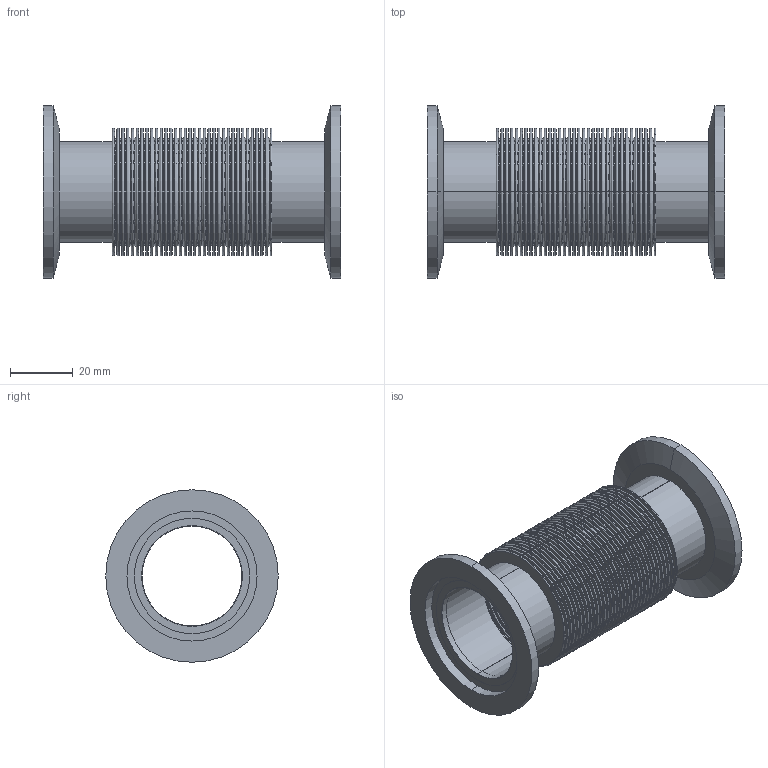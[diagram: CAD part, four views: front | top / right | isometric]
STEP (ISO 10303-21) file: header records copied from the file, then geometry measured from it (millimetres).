
FILE_DESCRIPTION (( 'STEP AP203' ), '1' );
FILE_NAME ('722002_B.STEP', '2024-03-14T08:19:57', ( '' ), ( '' ), 'SwSTEP 2.0', 'SolidWorks 2022', '' );
FILE_SCHEMA (( 'CONFIG_CONTROL_DESIGN' ));
Length unit declared in the file: inch
Products named in the file (1): 722002_B
Bounding box: 94.49 x 54.86 x 54.86 mm (x, y, z)
Volume: 15250.7 mm3; surface area: 75856 mm2
Topology: 3 solids, 3 shells, 574 faces, 1148 edges, 720 vertices
Faces by surface type: torus 400, plane 146, cylinder 24, cone 4
Entity records: 15571 total; most frequent: DIRECTION 3418, CARTESIAN_POINT 2443, ORIENTED_EDGE 2296, AXIS2_PLACEMENT_3D 1695, EDGE_CURVE 1148, CIRCLE 1120, VERTEX_POINT 720, EDGE_LOOP 720
